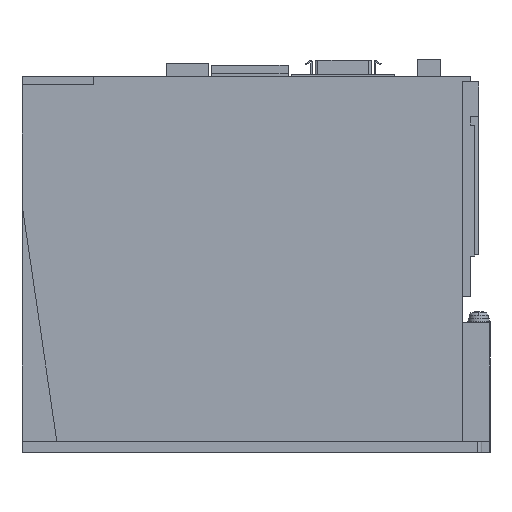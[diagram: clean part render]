
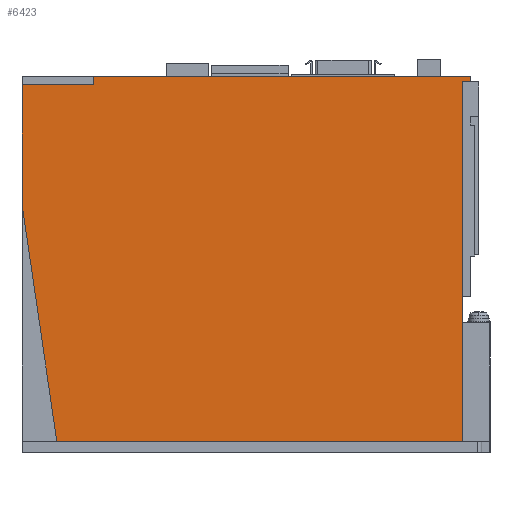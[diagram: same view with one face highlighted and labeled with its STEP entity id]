
A CAD part, left-side view. The second image highlights one B-rep face of the part: STEP entity #6423.
In plain terms, the highlighted planar face has unit normal (-1, 0, 0).
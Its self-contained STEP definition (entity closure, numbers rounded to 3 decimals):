
#2687 = CARTESIAN_POINT ( 'NONE',  ( -20., 84., 128. ) ) ;
#2688 = CARTESIAN_POINT ( 'NONE',  ( -20., 58.5, 131. ) ) ;
#2725 = CARTESIAN_POINT ( 'NONE',  ( -20., 0., 131. ) ) ;
#2726 = LINE ( 'NONE', #2725, #2789 ) ;
#2733 = DIRECTION ( 'NONE',  ( 0., 0., 1. ) ) ;
#2734 = DIRECTION ( 'NONE',  ( -1., 0., 0. ) ) ;
#2735 = CARTESIAN_POINT ( 'NONE',  ( -20., 84., 0. ) ) ;
#2736 = AXIS2_PLACEMENT_3D ( 'NONE', #2735, #2734, #2733 ) ;
#2737 = PLANE ( 'NONE',  #2736 ) ;
#2738 = FACE_OUTER_BOUND ( 'NONE', #6473, .T. ) ;
#2739 = DIRECTION ( 'NONE',  ( 0., 0., -1. ) ) ;
#2740 = VECTOR ( 'NONE', #2739, 1000. ) ;
#2741 = CARTESIAN_POINT ( 'NONE',  ( -20., 58.5, 131. ) ) ;
#2742 = LINE ( 'NONE', #2741, #2740 ) ;
#2759 = DIRECTION ( 'NONE',  ( 0., -1., 0. ) ) ;
#2760 = VECTOR ( 'NONE', #2759, 1000. ) ;
#2761 = CARTESIAN_POINT ( 'NONE',  ( -20., 0., 0. ) ) ;
#2762 = LINE ( 'NONE', #2761, #2760 ) ;
#2763 = DIRECTION ( 'NONE',  ( 0., -1., 0. ) ) ;
#2764 = VECTOR ( 'NONE', #2763, 1000. ) ;
#2765 = CARTESIAN_POINT ( 'NONE',  ( -20., 0., 128. ) ) ;
#2766 = LINE ( 'NONE', #2765, #2764 ) ;
#2788 = DIRECTION ( 'NONE',  ( 0., -1., 0. ) ) ;
#2789 = VECTOR ( 'NONE', #2788, 1000. ) ;
#2831 = CARTESIAN_POINT ( 'NONE',  ( -20., -77., 131. ) ) ;
#2832 = CARTESIAN_POINT ( 'NONE',  ( -20., -77., 129. ) ) ;
#2838 = CARTESIAN_POINT ( 'NONE',  ( -20., 58.5, 128. ) ) ;
#2839 = DIRECTION ( 'NONE',  ( 0., 0., 1. ) ) ;
#2840 = VECTOR ( 'NONE', #2839, 1000. ) ;
#2842 = CARTESIAN_POINT ( 'NONE',  ( -20., 84., 0. ) ) ;
#2843 = LINE ( 'NONE', #2842, #2840 ) ;
#2870 = CARTESIAN_POINT ( 'NONE',  ( -20., -74., 0. ) ) ;
#2900 = CARTESIAN_POINT ( 'NONE',  ( -20., -74., 129. ) ) ;
#2906 = DIRECTION ( 'NONE',  ( 0., 0., 1. ) ) ;
#2907 = VECTOR ( 'NONE', #2906, 1000. ) ;
#2908 = CARTESIAN_POINT ( 'NONE',  ( -20., -74., 0. ) ) ;
#2909 = LINE ( 'NONE', #2908, #2907 ) ;
#2916 = DIRECTION ( 'NONE',  ( 0., 0., -1. ) ) ;
#2917 = VECTOR ( 'NONE', #2916, 1000. ) ;
#2918 = CARTESIAN_POINT ( 'NONE',  ( -20., -77., 0. ) ) ;
#2919 = LINE ( 'NONE', #2918, #2917 ) ;
#2956 = DIRECTION ( 'NONE',  ( 0., 1., 0. ) ) ;
#2957 = VECTOR ( 'NONE', #2956, 1000. ) ;
#2958 = CARTESIAN_POINT ( 'NONE',  ( -20., -74., 129. ) ) ;
#2959 = LINE ( 'NONE', #2958, #2957 ) ;
#3728 = DIRECTION ( 'NONE',  ( 0., -0.145, -0.989 ) ) ;
#3729 = VECTOR ( 'NONE', #3728, 1000. ) ;
#3730 = CARTESIAN_POINT ( 'NONE',  ( -20., 84., 85. ) ) ;
#3731 = LINE ( 'NONE', #3730, #3729 ) ;
#3748 = CARTESIAN_POINT ( 'NONE',  ( -20., 84., 85. ) ) ;
#3780 = CARTESIAN_POINT ( 'NONE',  ( -20., 71.5, 0. ) ) ;
#6416 = VERTEX_POINT ( 'NONE', #2688 ) ;
#6417 = VERTEX_POINT ( 'NONE', #2687 ) ;
#6422 = EDGE_CURVE ( 'NONE', #6416, #6495, #2742, .T. ) ;
#6423 = ADVANCED_FACE ( 'NONE', ( #2738 ), #2737, .T. ) ;
#6428 = ORIENTED_EDGE ( 'NONE', *, *, #6434, .F. ) ;
#6434 = EDGE_CURVE ( 'NONE', #6416, #6499, #2726, .T. ) ;
#6453 = ORIENTED_EDGE ( 'NONE', *, *, #6457, .F. ) ;
#6455 = ORIENTED_EDGE ( 'NONE', *, *, #6458, .T. ) ;
#6457 = EDGE_CURVE ( 'NONE', #6417, #6495, #2766, .T. ) ;
#6458 = EDGE_CURVE ( 'NONE', #9775, #6509, #2762, .T. ) ;
#6473 = EDGE_LOOP ( 'NONE', ( #6522, #6428, #6503, #6453, #6521, #6496, #6455, #6518, #6539 ) ) ;
#6494 = EDGE_CURVE ( 'NONE', #9754, #6417, #2843, .T. ) ;
#6495 = VERTEX_POINT ( 'NONE', #2838 ) ;
#6496 = ORIENTED_EDGE ( 'NONE', *, *, #9765, .T. ) ;
#6498 = VERTEX_POINT ( 'NONE', #2832 ) ;
#6499 = VERTEX_POINT ( 'NONE', #2831 ) ;
#6503 = ORIENTED_EDGE ( 'NONE', *, *, #6422, .T. ) ;
#6509 = VERTEX_POINT ( 'NONE', #2870 ) ;
#6518 = ORIENTED_EDGE ( 'NONE', *, *, #6527, .T. ) ;
#6520 = EDGE_CURVE ( 'NONE', #6499, #6498, #2919, .T. ) ;
#6521 = ORIENTED_EDGE ( 'NONE', *, *, #6494, .F. ) ;
#6522 = ORIENTED_EDGE ( 'NONE', *, *, #6520, .F. ) ;
#6527 = EDGE_CURVE ( 'NONE', #6509, #6531, #2909, .T. ) ;
#6531 = VERTEX_POINT ( 'NONE', #2900 ) ;
#6538 = EDGE_CURVE ( 'NONE', #6498, #6531, #2959, .T. ) ;
#6539 = ORIENTED_EDGE ( 'NONE', *, *, #6538, .F. ) ;
#9754 = VERTEX_POINT ( 'NONE', #3748 ) ;
#9765 = EDGE_CURVE ( 'NONE', #9754, #9775, #3731, .T. ) ;
#9775 = VERTEX_POINT ( 'NONE', #3780 ) ;
